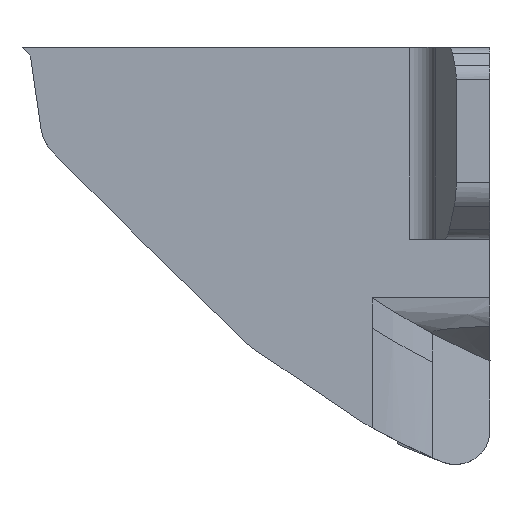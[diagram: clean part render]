
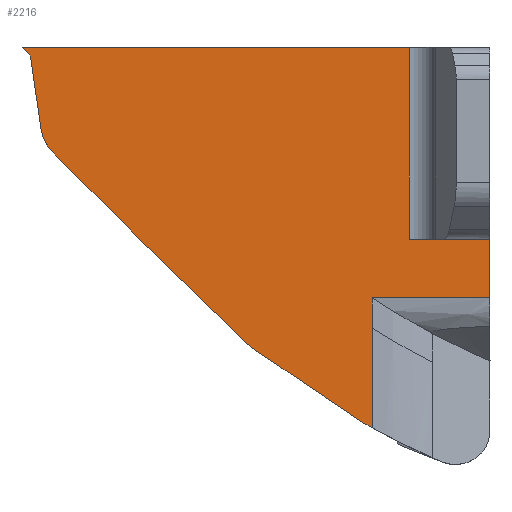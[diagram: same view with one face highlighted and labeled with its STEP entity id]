
A CAD part, left-side view. The second image highlights one B-rep face of the part: STEP entity #2216.
In plain terms, the highlighted planar face has unit normal (-1, 0, 0).
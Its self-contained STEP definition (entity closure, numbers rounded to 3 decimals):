
#104=CIRCLE('',#2390,51.006);
#193=B_SPLINE_CURVE_WITH_KNOTS('',3,(#3830,#3831,#3832,#3833),
 .UNSPECIFIED.,.F.,.F.,(4,4),(0.,0.183),.UNSPECIFIED.);
#194=B_SPLINE_CURVE_WITH_KNOTS('',3,(#3835,#3836,#3837,#3838,#3839,#3840,
#3841,#3842,#3843,#3844,#3845,#3846,#3847,#3848,#3849,#3850,#3851,#3852,
#3853,#3854,#3855,#3856,#3857,#3858,#3859,#3860,#3861,#3862,#3863,#3864,
#3865,#3866,#3867,#3868,#3869,#3870,#3871,#3872,#3873,#3874,#3875,#3876,
#3877,#3878,#3879,#3880,#3881,#3882,#3883),.UNSPECIFIED.,.F.,.F.,(4,3,3,
3,3,3,3,3,3,3,3,3,3,3,3,3,4),(-2.086,-2.001,-1.958,
-1.929,-1.915,-1.75,-1.567,
-1.358,-1.213,-1.048,-0.966,
-0.918,-0.888,-0.883,-0.702,
-0.57,-0.496),.UNSPECIFIED.);
#285=FACE_OUTER_BOUND('',#410,.T.);
#410=EDGE_LOOP('',(#1647,#1648,#1649,#1650,#1651,#1652,#1653,#1654,#1655,
#1656,#1657,#1658));
#557=LINE('',#3449,#737);
#603=LINE('',#3824,#783);
#604=LINE('',#3826,#784);
#605=LINE('',#3828,#785);
#606=LINE('',#3887,#786);
#607=LINE('',#3889,#787);
#608=LINE('',#3891,#788);
#609=LINE('',#3893,#789);
#610=LINE('',#3894,#790);
#737=VECTOR('',#2603,10.);
#783=VECTOR('',#2713,10.);
#784=VECTOR('',#2714,10.);
#785=VECTOR('',#2715,10.);
#786=VECTOR('',#2718,10.);
#787=VECTOR('',#2719,10.);
#788=VECTOR('',#2720,10.);
#789=VECTOR('',#2721,10.);
#790=VECTOR('',#2722,10.);
#948=VERTEX_POINT('',#3442);
#951=VERTEX_POINT('',#3447);
#1013=VERTEX_POINT('',#3823);
#1014=VERTEX_POINT('',#3825);
#1015=VERTEX_POINT('',#3827);
#1016=VERTEX_POINT('',#3829);
#1017=VERTEX_POINT('',#3834);
#1018=VERTEX_POINT('',#3884);
#1019=VERTEX_POINT('',#3886);
#1020=VERTEX_POINT('',#3888);
#1021=VERTEX_POINT('',#3890);
#1022=VERTEX_POINT('',#3892);
#1190=EDGE_CURVE('',#951,#948,#557,.T.);
#1266=EDGE_CURVE('',#951,#1013,#603,.T.);
#1267=EDGE_CURVE('',#1014,#1013,#604,.T.);
#1268=EDGE_CURVE('',#1015,#1014,#605,.T.);
#1269=EDGE_CURVE('',#1015,#1016,#193,.T.);
#1270=EDGE_CURVE('',#1017,#1016,#194,.T.);
#1271=EDGE_CURVE('',#1018,#1017,#104,.T.);
#1272=EDGE_CURVE('',#1019,#1018,#606,.T.);
#1273=EDGE_CURVE('',#1020,#1019,#607,.T.);
#1274=EDGE_CURVE('',#1021,#1020,#608,.T.);
#1275=EDGE_CURVE('',#1022,#1021,#609,.T.);
#1276=EDGE_CURVE('',#1022,#948,#610,.T.);
#1647=ORIENTED_EDGE('',*,*,#1190,.F.);
#1648=ORIENTED_EDGE('',*,*,#1266,.T.);
#1649=ORIENTED_EDGE('',*,*,#1267,.F.);
#1650=ORIENTED_EDGE('',*,*,#1268,.F.);
#1651=ORIENTED_EDGE('',*,*,#1269,.T.);
#1652=ORIENTED_EDGE('',*,*,#1270,.F.);
#1653=ORIENTED_EDGE('',*,*,#1271,.F.);
#1654=ORIENTED_EDGE('',*,*,#1272,.F.);
#1655=ORIENTED_EDGE('',*,*,#1273,.F.);
#1656=ORIENTED_EDGE('',*,*,#1274,.F.);
#1657=ORIENTED_EDGE('',*,*,#1275,.F.);
#1658=ORIENTED_EDGE('',*,*,#1276,.T.);
#2150=PLANE('',#2389);
#2216=ADVANCED_FACE('',(#285),#2150,.F.);
#2389=AXIS2_PLACEMENT_3D('',#3822,#2711,#2712);
#2390=AXIS2_PLACEMENT_3D('',#3885,#2716,#2717);
#2603=DIRECTION('',(0.,0.,-1.));
#2711=DIRECTION('center_axis',(1.,0.,0.));
#2712=DIRECTION('ref_axis',(0.,1.,0.));
#2713=DIRECTION('',(0.,1.,0.));
#2714=DIRECTION('',(0.,0.707,0.707));
#2715=DIRECTION('',(0.,0.142,0.99));
#2716=DIRECTION('center_axis',(1.,0.,0.));
#2717=DIRECTION('ref_axis',(0.,0.488,-0.873));
#2718=DIRECTION('',(0.,0.,-1.));
#2719=DIRECTION('',(0.,0.,-1.));
#2720=DIRECTION('',(0.,1.,0.));
#2721=DIRECTION('',(0.,0.,-1.));
#2722=DIRECTION('',(0.,1.,0.));
#3442=CARTESIAN_POINT('',(-13.211,0.66,34.369));
#3447=CARTESIAN_POINT('',(-13.211,0.66,45.502));
#3449=CARTESIAN_POINT('',(-13.211,0.66,38.361));
#3822=CARTESIAN_POINT('Origin',(-13.211,6.301,36.853));
#3823=CARTESIAN_POINT('',(-13.211,23.13,45.502));
#3824=CARTESIAN_POINT('',(-13.211,-4.04,45.502));
#3825=CARTESIAN_POINT('',(-13.211,22.636,45.008));
#3826=CARTESIAN_POINT('',(-13.211,15.916,38.288));
#3827=CARTESIAN_POINT('',(-13.211,22.033,40.814));
#3828=CARTESIAN_POINT('',(-13.211,21.888,39.813));
#3829=CARTESIAN_POINT('',(-13.211,21.159,39.251));
#3830=CARTESIAN_POINT('Ctrl Pts',(-13.211,22.033,40.814));
#3831=CARTESIAN_POINT('Ctrl Pts',(-13.211,21.946,40.21));
#3832=CARTESIAN_POINT('Ctrl Pts',(-13.211,21.628,39.642));
#3833=CARTESIAN_POINT('Ctrl Pts',(-13.211,21.159,39.251));
#3834=CARTESIAN_POINT('',(-13.211,3.353,23.729));
#3835=CARTESIAN_POINT('Ctrl Pts',(-13.211,3.353,23.729));
#3836=CARTESIAN_POINT('Ctrl Pts',(-13.211,3.828,23.995));
#3837=CARTESIAN_POINT('Ctrl Pts',(-13.211,4.3,24.269));
#3838=CARTESIAN_POINT('Ctrl Pts',(-13.211,4.767,24.551));
#3839=CARTESIAN_POINT('Ctrl Pts',(-13.211,5.,24.692));
#3840=CARTESIAN_POINT('Ctrl Pts',(-13.211,5.232,24.835));
#3841=CARTESIAN_POINT('Ctrl Pts',(-13.211,5.463,24.98));
#3842=CARTESIAN_POINT('Ctrl Pts',(-13.211,5.619,25.078));
#3843=CARTESIAN_POINT('Ctrl Pts',(-13.211,5.774,25.177));
#3844=CARTESIAN_POINT('Ctrl Pts',(-13.211,5.929,25.276));
#3845=CARTESIAN_POINT('Ctrl Pts',(-13.211,6.003,25.324));
#3846=CARTESIAN_POINT('Ctrl Pts',(-13.211,6.078,25.372));
#3847=CARTESIAN_POINT('Ctrl Pts',(-13.211,6.152,25.421));
#3848=CARTESIAN_POINT('Ctrl Pts',(-13.211,7.023,25.989));
#3849=CARTESIAN_POINT('Ctrl Pts',(-13.211,7.835,26.561));
#3850=CARTESIAN_POINT('Ctrl Pts',(-13.211,8.597,27.136));
#3851=CARTESIAN_POINT('Ctrl Pts',(-13.211,9.447,27.776));
#3852=CARTESIAN_POINT('Ctrl Pts',(-13.211,10.235,28.42));
#3853=CARTESIAN_POINT('Ctrl Pts',(-13.211,10.973,29.062));
#3854=CARTESIAN_POINT('Ctrl Pts',(-13.211,11.816,29.795));
#3855=CARTESIAN_POINT('Ctrl Pts',(-13.211,12.594,30.526));
#3856=CARTESIAN_POINT('Ctrl Pts',(-13.211,13.327,31.251));
#3857=CARTESIAN_POINT('Ctrl Pts',(-13.211,13.836,31.755));
#3858=CARTESIAN_POINT('Ctrl Pts',(-13.211,14.323,32.255));
#3859=CARTESIAN_POINT('Ctrl Pts',(-13.211,14.795,32.75));
#3860=CARTESIAN_POINT('Ctrl Pts',(-13.211,15.331,33.314));
#3861=CARTESIAN_POINT('Ctrl Pts',(-13.211,15.85,33.872));
#3862=CARTESIAN_POINT('Ctrl Pts',(-13.211,16.363,34.426));
#3863=CARTESIAN_POINT('Ctrl Pts',(-13.211,16.62,34.703));
#3864=CARTESIAN_POINT('Ctrl Pts',(-13.211,16.876,34.979));
#3865=CARTESIAN_POINT('Ctrl Pts',(-13.211,17.132,35.254));
#3866=CARTESIAN_POINT('Ctrl Pts',(-13.211,17.279,35.413));
#3867=CARTESIAN_POINT('Ctrl Pts',(-13.211,17.426,35.571));
#3868=CARTESIAN_POINT('Ctrl Pts',(-13.211,17.574,35.729));
#3869=CARTESIAN_POINT('Ctrl Pts',(-13.211,17.67,35.832));
#3870=CARTESIAN_POINT('Ctrl Pts',(-13.211,17.767,35.935));
#3871=CARTESIAN_POINT('Ctrl Pts',(-13.211,17.864,36.038));
#3872=CARTESIAN_POINT('Ctrl Pts',(-13.211,17.877,36.052));
#3873=CARTESIAN_POINT('Ctrl Pts',(-13.211,17.891,36.066));
#3874=CARTESIAN_POINT('Ctrl Pts',(-13.211,17.904,36.08));
#3875=CARTESIAN_POINT('Ctrl Pts',(-13.211,18.474,36.686));
#3876=CARTESIAN_POINT('Ctrl Pts',(-13.211,19.027,37.255));
#3877=CARTESIAN_POINT('Ctrl Pts',(-13.211,19.546,37.766));
#3878=CARTESIAN_POINT('Ctrl Pts',(-13.211,19.922,38.137));
#3879=CARTESIAN_POINT('Ctrl Pts',(-13.211,20.281,38.478));
#3880=CARTESIAN_POINT('Ctrl Pts',(-13.211,20.617,38.78));
#3881=CARTESIAN_POINT('Ctrl Pts',(-13.211,20.806,38.949));
#3882=CARTESIAN_POINT('Ctrl Pts',(-13.211,20.987,39.107));
#3883=CARTESIAN_POINT('Ctrl Pts',(-13.211,21.159,39.251));
#3884=CARTESIAN_POINT('',(-13.211,2.786,23.416));
#3885=CARTESIAN_POINT('Origin',(-13.211,-21.558,68.238));
#3886=CARTESIAN_POINT('',(-13.211,2.786,29.203));
#3887=CARTESIAN_POINT('',(-13.211,2.786,29.182));
#3888=CARTESIAN_POINT('',(-13.211,2.786,30.962));
#3889=CARTESIAN_POINT('',(-13.211,2.786,34.546));
#3890=CARTESIAN_POINT('',(-13.211,-4.04,30.962));
#3891=CARTESIAN_POINT('',(-13.211,1.131,30.962));
#3892=CARTESIAN_POINT('',(-13.211,-4.04,34.369));
#3893=CARTESIAN_POINT('',(-13.211,-4.04,43.909));
#3894=CARTESIAN_POINT('',(-13.211,1.131,34.369));
